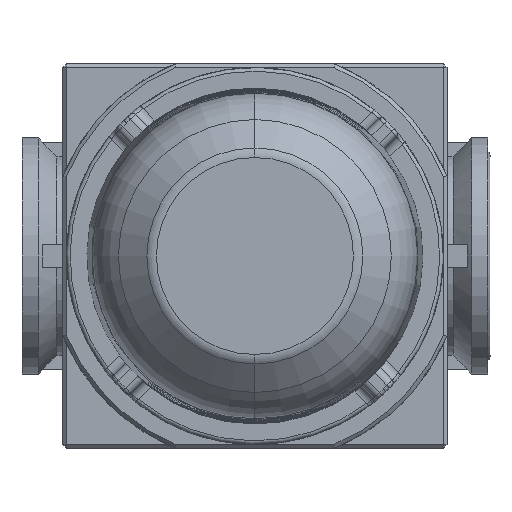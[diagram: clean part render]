
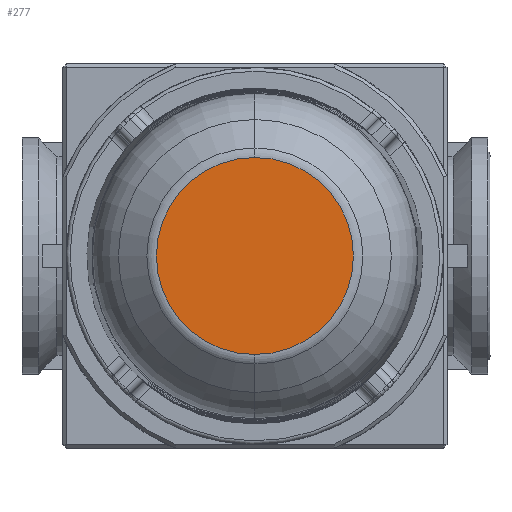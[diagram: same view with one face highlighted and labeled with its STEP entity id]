
A CAD part, front view. The second image highlights one B-rep face of the part: STEP entity #277.
In plain terms, the highlighted planar face has unit normal (0, -1, 0).
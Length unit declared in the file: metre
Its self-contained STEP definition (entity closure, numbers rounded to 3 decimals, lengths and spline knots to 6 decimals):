
#277=ADVANCED_FACE('30:14810',(#1115),#1116,.F.);
#1115=FACE_OUTER_BOUND('',#2335,.T.);
#1116=PLANE('',#2336);
#2335=EDGE_LOOP('',(#7538,#7539));
#2336=AXIS2_PLACEMENT_3D('',#7540,#7541,#7542);
#7538=ORIENTED_EDGE('',*,*,#10988,.F.);
#7539=ORIENTED_EDGE('',*,*,#10523,.F.);
#7540=CARTESIAN_POINT('',(0.01025,-0.1264,0.));
#7541=DIRECTION('',(0.0,1.0,0.0));
#7542=DIRECTION('',(0.0,0.0,1.0));
#10523=EDGE_CURVE('30:16847',#12392,#12394,#12395,.T.);
#10988=EDGE_CURVE('30:16847',#12394,#12392,#13176,.T.);
#12392=VERTEX_POINT('',#16182);
#12394=VERTEX_POINT('',#16184);
#12395=CIRCLE('',#16185,0.013322);
#13176=CIRCLE('',#17705,0.013322);
#16182=CARTESIAN_POINT('',(0.,-0.1264,0.013322));
#16184=CARTESIAN_POINT('',(0.,-0.1264,-0.013322));
#16185=AXIS2_PLACEMENT_3D('',#21022,#21023,#21024);
#17705=AXIS2_PLACEMENT_3D('',#21837,#21838,#21839);
#21022=CARTESIAN_POINT('',(0.,-0.1264,0.));
#21023=DIRECTION('',(0.0,1.0,0.0));
#21024=DIRECTION('',(0.0,0.0,1.0));
#21837=CARTESIAN_POINT('',(0.,-0.1264,0.));
#21838=DIRECTION('',(0.0,1.0,0.0));
#21839=DIRECTION('',(0.0,0.0,1.0));
